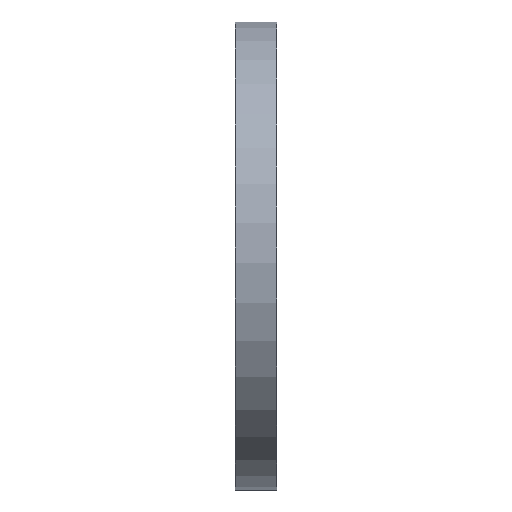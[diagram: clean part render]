
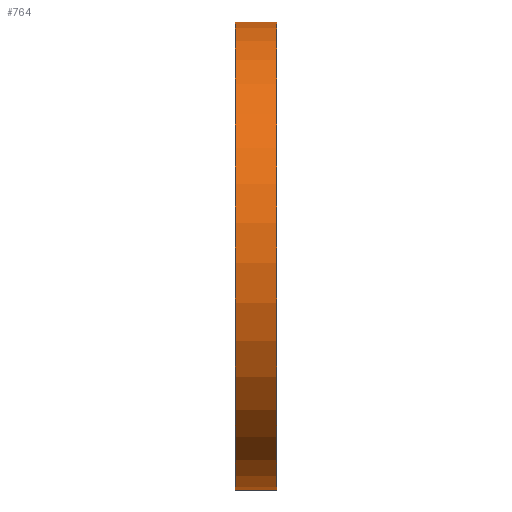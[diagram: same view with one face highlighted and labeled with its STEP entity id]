
A CAD part, left-side view. The second image highlights one B-rep face of the part: STEP entity #764.
In plain terms, the highlighted cylindrical face has radius 30.8 mm (diameter 61.6 mm), a partial arc.
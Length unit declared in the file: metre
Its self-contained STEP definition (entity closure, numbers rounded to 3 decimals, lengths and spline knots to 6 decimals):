
#21=CYLINDRICAL_SURFACE('',#854,0.0308);
#48=CIRCLE('',#823,0.0308);
#58=CIRCLE('',#834,0.0308);
#153=ORIENTED_EDGE('',*,*,#371,.F.);
#154=ORIENTED_EDGE('',*,*,#315,.T.);
#155=ORIENTED_EDGE('',*,*,#372,.F.);
#156=ORIENTED_EDGE('',*,*,#335,.F.);
#315=EDGE_CURVE('',#426,#424,#48,.T.);
#335=EDGE_CURVE('',#444,#446,#58,.T.);
#371=EDGE_CURVE('',#426,#444,#517,.T.);
#372=EDGE_CURVE('',#446,#424,#518,.F.);
#424=VERTEX_POINT('',#1155);
#426=VERTEX_POINT('',#1158);
#444=VERTEX_POINT('',#1196);
#446=VERTEX_POINT('',#1199);
#517=LINE('',#1271,#589);
#518=LINE('',#1272,#590);
#589=VECTOR('',#1012,1.);
#590=VECTOR('',#1013,1.);
#647=EDGE_LOOP('',(#153,#154,#155,#156));
#705=FACE_BOUND('',#647,.T.);
#764=ADVANCED_FACE('',(#705),#21,.T.);
#823=AXIS2_PLACEMENT_3D('',#1157,#921,#922);
#834=AXIS2_PLACEMENT_3D('',#1198,#953,#954);
#854=AXIS2_PLACEMENT_3D('',#1270,#1010,#1011);
#921=DIRECTION('',(0.,-1.,0.));
#922=DIRECTION('',(0.,0.,-1.));
#953=DIRECTION('',(0.,-1.,0.));
#954=DIRECTION('',(0.,0.,-1.));
#1010=DIRECTION('',(0.,-1.,0.));
#1011=DIRECTION('',(0.,0.,-1.));
#1012=DIRECTION('',(0.,-1.,0.));
#1013=DIRECTION('',(0.,-1.,0.));
#1155=CARTESIAN_POINT('',(0.002,0.0054,0.030735));
#1157=CARTESIAN_POINT('',(0.,0.0054,0.));
#1158=CARTESIAN_POINT('',(-0.002,0.0054,0.030735));
#1196=CARTESIAN_POINT('',(-0.002,0.,0.030735));
#1198=CARTESIAN_POINT('',(0.,0.,0.));
#1199=CARTESIAN_POINT('',(0.002,0.,0.030735));
#1270=CARTESIAN_POINT('',(0.,0.0054,0.));
#1271=CARTESIAN_POINT('',(-0.002,0.0054,0.030735));
#1272=CARTESIAN_POINT('',(0.002,0.0054,0.030735));
